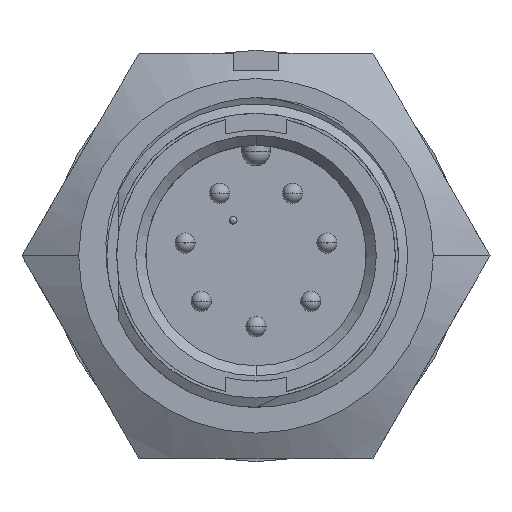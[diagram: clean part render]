
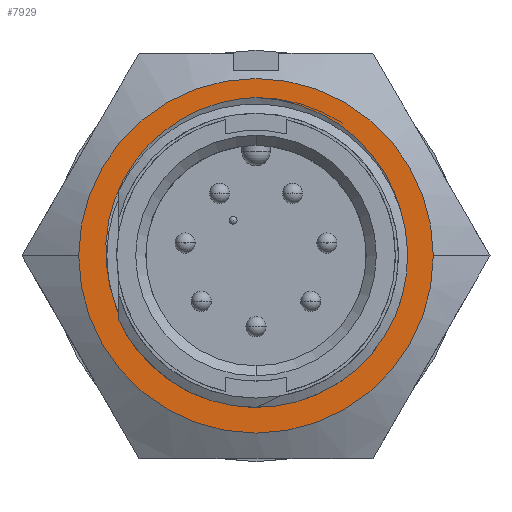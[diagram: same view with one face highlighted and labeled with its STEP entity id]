
A CAD part, top view. The second image highlights one B-rep face of the part: STEP entity #7929.
In plain terms, the highlighted planar face has unit normal (0, 0, 1).
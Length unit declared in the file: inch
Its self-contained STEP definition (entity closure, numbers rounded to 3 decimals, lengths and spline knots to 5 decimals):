
#1124 = VERTEX_POINT ( 'NONE', #11673 ) ;
#1270 = VERTEX_POINT ( 'NONE', #11048 ) ;
#1858 = FACE_OUTER_BOUND ( 'NONE', #8322, .T. ) ;
#2112 = EDGE_CURVE ( 'NONE', #3394, #1270, #9418, .T. ) ;
#2926 = DIRECTION ( 'NONE',  ( 1., 0., 0. ) ) ;
#2929 = DIRECTION ( 'NONE',  ( 0., 0., 1. ) ) ;
#2946 = CARTESIAN_POINT ( 'NONE',  ( 0., 0., -0.3225 ) ) ;
#2997 = EDGE_CURVE ( 'NONE', #7882, #1124, #12196, .T. ) ;
#3394 = VERTEX_POINT ( 'NONE', #6140 ) ;
#3598 = B_SPLINE_CURVE_WITH_KNOTS ( 'NONE', 3,
 ( #7198, #7207, #7166, #7152, #7147, #7138, #7136, #7116, #7105, #7099, #7093, #7091, #7073, #7067, #7061, #7051, #7049, #7029, #7019, #7014 ),
 .UNSPECIFIED., .F., .F.,
 ( 4, 2, 2, 2, 2, 2, 2, 2, 2, 4 ),
 ( 0., 0.00086, 0.00171, 0.00343, 0.00514, 0.00685, 0.00856, 0.01028, 0.01199, 0.0137 ),
 .UNSPECIFIED. ) ;
#4073 = ORIENTED_EDGE ( 'NONE', *, *, #6249, .T. ) ;
#5320 = ORIENTED_EDGE ( 'NONE', *, *, #2997, .F. ) ;
#5762 = ORIENTED_EDGE ( 'NONE', *, *, #8230, .F. ) ;
#5986 = AXIS2_PLACEMENT_3D ( 'NONE', #7236, #7226, #7224 ) ;
#6140 = CARTESIAN_POINT ( 'NONE',  ( -0.28876, -0.05788, -0.3225 ) ) ;
#6249 = EDGE_CURVE ( 'NONE', #3394, #7969, #7056, .T. ) ;
#6693 = FACE_BOUND ( 'NONE', #9991, .T. ) ;
#6848 = CIRCLE ( 'NONE', #5986, 0.35 ) ;
#7014 = CARTESIAN_POINT ( 'NONE',  ( 0.28876, -0.05788, -0.3225 ) ) ;
#7019 = CARTESIAN_POINT ( 'NONE',  ( 0.29395, -0.03594, -0.3225 ) ) ;
#7029 = CARTESIAN_POINT ( 'NONE',  ( 0.29654, -0.01383, -0.3225 ) ) ;
#7049 = CARTESIAN_POINT ( 'NONE',  ( 0.29673, 0.03074, -0.3225 ) ) ;
#7051 = CARTESIAN_POINT ( 'NONE',  ( 0.2943, 0.05334, -0.3225 ) ) ;
#7052 = AXIS2_PLACEMENT_3D ( 'NONE', #11144, #11080, #11065 ) ;
#7056 = B_SPLINE_CURVE_WITH_KNOTS ( 'NONE', 3,
 ( #10145, #10134, #10123, #10114, #10111, #10101, #10085, #10071, #10068, #10054, #10039, #10026, #10018, #10000, #9986, #9971, #9969, #9954, #9938, #9926 ),
 .UNSPECIFIED., .F., .F.,
 ( 4, 2, 2, 2, 2, 2, 2, 2, 2, 4 ),
 ( 0., 0.00086, 0.00171, 0.00343, 0.00514, 0.00685, 0.00856, 0.01028, 0.01199, 0.0137 ),
 .UNSPECIFIED. ) ;
#7061 = CARTESIAN_POINT ( 'NONE',  ( 0.28463, 0.09675, -0.3225 ) ) ;
#7067 = CARTESIAN_POINT ( 'NONE',  ( 0.27742, 0.11786, -0.3225 ) ) ;
#7073 = CARTESIAN_POINT ( 'NONE',  ( 0.25816, 0.15857, -0.3225 ) ) ;
#7091 = CARTESIAN_POINT ( 'NONE',  ( 0.24626, 0.1778, -0.3225 ) ) ;
#7093 = CARTESIAN_POINT ( 'NONE',  ( 0.21849, 0.2131, -0.3225 ) ) ;
#7099 = CARTESIAN_POINT ( 'NONE',  ( 0.20255, 0.22923, -0.3225 ) ) ;
#7105 = CARTESIAN_POINT ( 'NONE',  ( 0.16807, 0.25734, -0.3225 ) ) ;
#7116 = CARTESIAN_POINT ( 'NONE',  ( 0.14943, 0.26947, -0.3225 ) ) ;
#7136 = CARTESIAN_POINT ( 'NONE',  ( 0.1092, 0.28976, -0.3225 ) ) ;
#7138 = CARTESIAN_POINT ( 'NONE',  ( 0.08828, 0.29757, -0.3225 ) ) ;
#7147 = CARTESIAN_POINT ( 'NONE',  ( 0.0558, 0.30585, -0.3225 ) ) ;
#7152 = CARTESIAN_POINT ( 'NONE',  ( 0.04473, 0.30804, -0.3225 ) ) ;
#7166 = CARTESIAN_POINT ( 'NONE',  ( 0.02246, 0.31119, -0.3225 ) ) ;
#7198 = CARTESIAN_POINT ( 'NONE',  ( 0., 0.3125, -0.3225 ) ) ;
#7207 = CARTESIAN_POINT ( 'NONE',  ( 0.01126, 0.31215, -0.3225 ) ) ;
#7224 = DIRECTION ( 'NONE',  ( -1., 0., 0. ) ) ;
#7226 = DIRECTION ( 'NONE',  ( 0., 0., -1. ) ) ;
#7236 = CARTESIAN_POINT ( 'NONE',  ( 0., 0., -0.3225 ) ) ;
#7882 = VERTEX_POINT ( 'NONE', #11383 ) ;
#7929 = ADVANCED_FACE ( 'NONE', ( #6693, #1858 ), #11096, .F. ) ;
#7969 = VERTEX_POINT ( 'NONE', #10914 ) ;
#8230 = EDGE_CURVE ( 'NONE', #1124, #7882, #6848, .T. ) ;
#8245 = EDGE_CURVE ( 'NONE', #7969, #1270, #3598, .T. ) ;
#8322 = EDGE_LOOP ( 'NONE', ( #5320, #5762 ) ) ;
#9418 = CIRCLE ( 'NONE', #10137, 0.2945 ) ;
#9926 = CARTESIAN_POINT ( 'NONE',  ( 0., 0.3125, -0.3225 ) ) ;
#9938 = CARTESIAN_POINT ( 'NONE',  ( -0.02252, 0.3118, -0.3225 ) ) ;
#9954 = CARTESIAN_POINT ( 'NONE',  ( -0.04496, 0.30862, -0.3225 ) ) ;
#9969 = CARTESIAN_POINT ( 'NONE',  ( -0.0885, 0.29751, -0.3225 ) ) ;
#9971 = CARTESIAN_POINT ( 'NONE',  ( -0.10971, 0.28953, -0.3225 ) ) ;
#9986 = CARTESIAN_POINT ( 'NONE',  ( -0.14941, 0.26946, -0.3225 ) ) ;
#9991 = EDGE_LOOP ( 'NONE', ( #4073, #12245, #12301 ) ) ;
#10000 = CARTESIAN_POINT ( 'NONE',  ( -0.16811, 0.25734, -0.3225 ) ) ;
#10018 = CARTESIAN_POINT ( 'NONE',  ( -0.20298, 0.22885, -0.3225 ) ) ;
#10026 = CARTESIAN_POINT ( 'NONE',  ( -0.21858, 0.21298, -0.3225 ) ) ;
#10039 = CARTESIAN_POINT ( 'NONE',  ( -0.24611, 0.178, -0.3225 ) ) ;
#10054 = CARTESIAN_POINT ( 'NONE',  ( -0.25809, 0.15867, -0.3225 ) ) ;
#10068 = CARTESIAN_POINT ( 'NONE',  ( -0.27717, 0.11846, -0.3225 ) ) ;
#10071 = CARTESIAN_POINT ( 'NONE',  ( -0.28445, 0.09743, -0.3225 ) ) ;
#10085 = CARTESIAN_POINT ( 'NONE',  ( -0.2943, 0.05346, -0.3225 ) ) ;
#10101 = CARTESIAN_POINT ( 'NONE',  ( -0.2967, 0.03127, -0.3225 ) ) ;
#10111 = CARTESIAN_POINT ( 'NONE',  ( -0.2966, -0.00224, -0.3225 ) ) ;
#10114 = CARTESIAN_POINT ( 'NONE',  ( -0.29594, -0.01351, -0.3225 ) ) ;
#10123 = CARTESIAN_POINT ( 'NONE',  ( -0.29331, -0.03584, -0.3225 ) ) ;
#10134 = CARTESIAN_POINT ( 'NONE',  ( -0.29136, -0.04691, -0.3225 ) ) ;
#10137 = AXIS2_PLACEMENT_3D ( 'NONE', #2946, #2929, #2926 ) ;
#10145 = CARTESIAN_POINT ( 'NONE',  ( -0.28876, -0.05788, -0.3225 ) ) ;
#10369 = AXIS2_PLACEMENT_3D ( 'NONE', #10649, #10662, #10676 ) ;
#10649 = CARTESIAN_POINT ( 'NONE',  ( 0., 0., -0.3225 ) ) ;
#10662 = DIRECTION ( 'NONE',  ( 0., 0., -1. ) ) ;
#10676 = DIRECTION ( 'NONE',  ( -1., 0., 0. ) ) ;
#10914 = CARTESIAN_POINT ( 'NONE',  ( 0., 0.3125, -0.3225 ) ) ;
#11048 = CARTESIAN_POINT ( 'NONE',  ( 0.28876, -0.05788, -0.3225 ) ) ;
#11065 = DIRECTION ( 'NONE',  ( -1., 0., 0. ) ) ;
#11080 = DIRECTION ( 'NONE',  ( 0., 0., -1. ) ) ;
#11096 = PLANE ( 'NONE',  #7052 ) ;
#11144 = CARTESIAN_POINT ( 'NONE',  ( -0.23094, -0.4, -0.3225 ) ) ;
#11383 = CARTESIAN_POINT ( 'NONE',  ( -0.35, 0., -0.3225 ) ) ;
#11673 = CARTESIAN_POINT ( 'NONE',  ( 0.35, 0., -0.3225 ) ) ;
#12196 = CIRCLE ( 'NONE', #10369, 0.35 ) ;
#12245 = ORIENTED_EDGE ( 'NONE', *, *, #8245, .T. ) ;
#12301 = ORIENTED_EDGE ( 'NONE', *, *, #2112, .F. ) ;
